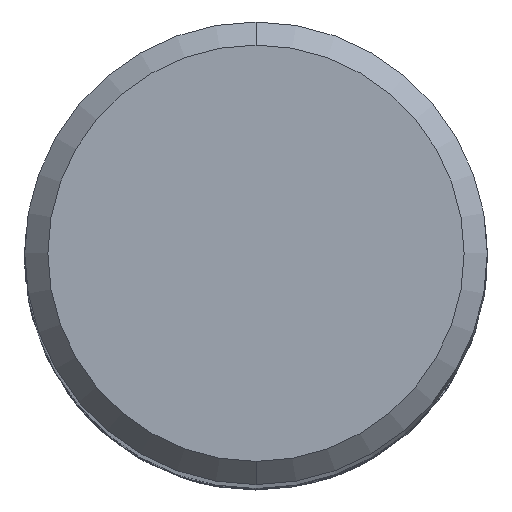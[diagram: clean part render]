
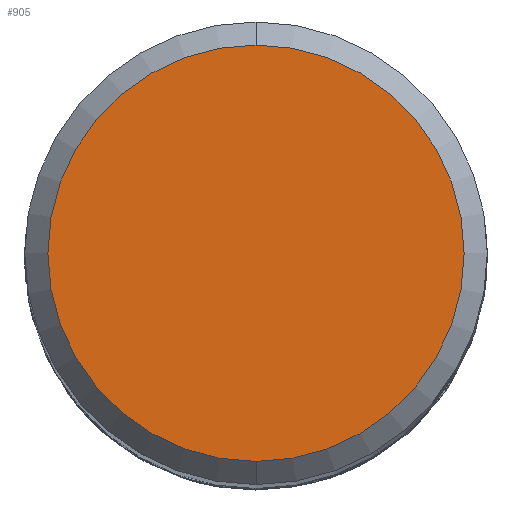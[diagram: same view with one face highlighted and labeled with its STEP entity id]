
A CAD part, top view. The second image highlights one B-rep face of the part: STEP entity #905.
In plain terms, the highlighted planar face has unit normal (0, 0, 1).
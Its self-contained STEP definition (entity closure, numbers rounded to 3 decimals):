
#905=ADVANCED_FACE('',(#2073),#2074,.T.);
#1141=EDGE_CURVE('',#1547,#1659,#2337,.T.);
#1547=VERTEX_POINT('',#2781);
#1659=VERTEX_POINT('',#2903);
#1681=EDGE_CURVE('',#1659,#1547,#2927,.T.);
#2073=FACE_OUTER_BOUND('',#5117,.T.);
#2074=PLANE('',#5118);
#2337=CIRCLE('',#6709,5.4);
#2781=CARTESIAN_POINT('',(0.0,5.4,0.0));
#2903=CARTESIAN_POINT('',(0.,-5.4,0.0));
#2927=CIRCLE('',#12981,5.4);
#5117=EDGE_LOOP('',(#13441,#13442));
#5118=AXIS2_PLACEMENT_3D('',#13443,#13444,#13445);
#6709=AXIS2_PLACEMENT_3D('',#13754,#13755,#13756);
#12981=AXIS2_PLACEMENT_3D('',#14353,#14354,#14355);
#13441=ORIENTED_EDGE('',*,*,#1141,.F.);
#13442=ORIENTED_EDGE('',*,*,#1681,.F.);
#13443=CARTESIAN_POINT('',(0.0,2.7,0.0));
#13444=DIRECTION('',(-0.0,0.0,1.0));
#13445=DIRECTION('',(0.0,-1.0,0.0));
#13754=CARTESIAN_POINT('',(0.0,0.0,0.0));
#13755=DIRECTION('',(0.0,0.0,-1.0));
#13756=DIRECTION('',(0.0,1.0,0.0));
#14353=CARTESIAN_POINT('',(0.0,0.0,0.0));
#14354=DIRECTION('',(0.0,0.0,-1.0));
#14355=DIRECTION('',(0.0,1.0,0.0));
